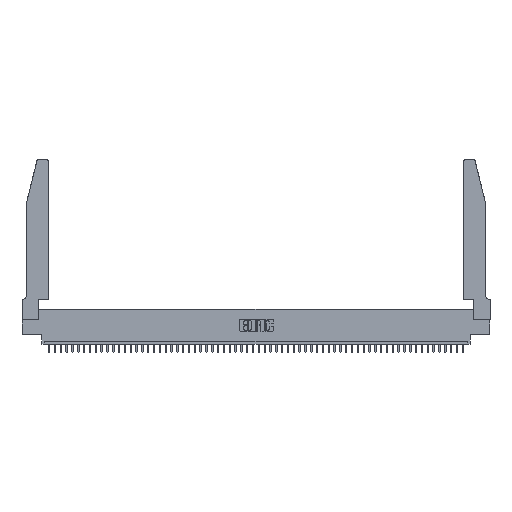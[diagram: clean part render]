
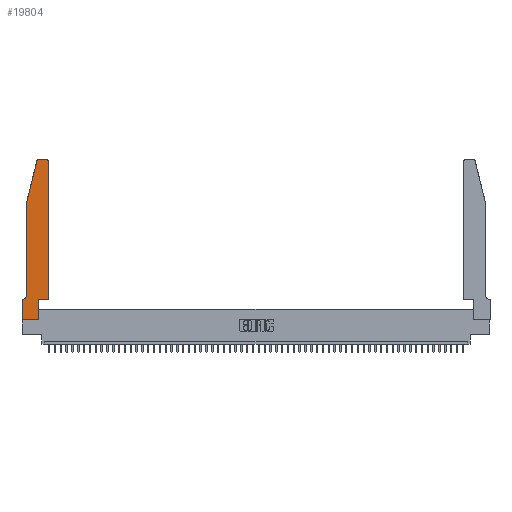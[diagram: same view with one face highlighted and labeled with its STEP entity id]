
A CAD part, top view. The second image highlights one B-rep face of the part: STEP entity #19804.
In plain terms, the highlighted planar face has unit normal (0, 0, 1).
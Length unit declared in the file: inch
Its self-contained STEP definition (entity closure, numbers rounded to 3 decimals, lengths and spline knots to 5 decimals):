
#93 = LINE ( 'NONE', #26156, #35906 ) ;
#1247 = DIRECTION ( 'NONE',  ( 0., 0., 1. ) ) ;
#1436 = AXIS2_PLACEMENT_3D ( 'NONE', #18258, #1247, #9856 ) ;
#2905 = CARTESIAN_POINT ( 'NONE',  ( 0.284, 2.72, 0.37 ) ) ;
#5079 = AXIS2_PLACEMENT_3D ( 'NONE', #8789, #21449, #13055 ) ;
#5969 = EDGE_CURVE ( 'NONE', #25539, #48212, #53868, .T. ) ;
#6406 = CARTESIAN_POINT ( 'NONE',  ( 0.2865, 0.35, 0.37 ) ) ;
#7918 = DIRECTION ( 'NONE',  ( 0., 0., 1. ) ) ;
#8351 = CARTESIAN_POINT ( 'NONE',  ( 0.0755, 2., 0.37 ) ) ;
#8789 = CARTESIAN_POINT ( 'NONE',  ( 0.4205, 2.72, 0.37 ) ) ;
#9856 = DIRECTION ( 'NONE',  ( 1., 0., 0. ) ) ;
#10462 = VECTOR ( 'NONE', #52129, 39.37008 ) ;
#10850 = LINE ( 'NONE', #31559, #31287 ) ;
#10959 = CARTESIAN_POINT ( 'NONE',  ( 0.284, 2.75, 0.37 ) ) ;
#11019 = LINE ( 'NONE', #27922, #41000 ) ;
#11030 = FACE_OUTER_BOUND ( 'NONE', #14987, .T. ) ;
#11073 = LINE ( 'NONE', #13046, #54348 ) ;
#11159 = ORIENTED_EDGE ( 'NONE', *, *, #33157, .T. ) ;
#11640 = ORIENTED_EDGE ( 'NONE', *, *, #35830, .T. ) ;
#11883 = EDGE_CURVE ( 'NONE', #32299, #20974, #36250, .T. ) ;
#12237 = DIRECTION ( 'NONE',  ( 0., 1., 0. ) ) ;
#12411 = CARTESIAN_POINT ( 'NONE',  ( 0.4505, 0.35, 0.37 ) ) ;
#12996 = CARTESIAN_POINT ( 'NONE',  ( 0.2865, 0., 0.37 ) ) ;
#13046 = CARTESIAN_POINT ( 'NONE',  ( 0.2605, 2.75, 0.37 ) ) ;
#13055 = DIRECTION ( 'NONE',  ( 1., 0., 0. ) ) ;
#13119 = LINE ( 'NONE', #17580, #15117 ) ;
#13859 = VERTEX_POINT ( 'NONE', #16490 ) ;
#14754 = CIRCLE ( 'NONE', #29533, 0.03 ) ;
#14770 = ORIENTED_EDGE ( 'NONE', *, *, #34705, .T. ) ;
#14987 = EDGE_LOOP ( 'NONE', ( #54803, #46653, #28195, #11159, #53149, #29774, #50823, #54752, #18502, #14770, #11640, #22267 ) ) ;
#15117 = VECTOR ( 'NONE', #21811, 39.37008 ) ;
#16490 = CARTESIAN_POINT ( 'NONE',  ( 0.0755, 2., 0.37 ) ) ;
#17309 = EDGE_CURVE ( 'NONE', #49737, #13859, #42003, .T. ) ;
#17580 = CARTESIAN_POINT ( 'NONE',  ( 0.2865, 0.35, 0.37 ) ) ;
#17593 = LINE ( 'NONE', #47139, #37589 ) ;
#18258 = CARTESIAN_POINT ( 'NONE',  ( 0., 0.35, 0.37 ) ) ;
#18502 = ORIENTED_EDGE ( 'NONE', *, *, #31626, .T. ) ;
#19804 = ADVANCED_FACE ( 'NONE', ( #11030 ), #43724, .T. ) ;
#20974 = VERTEX_POINT ( 'NONE', #32678 ) ;
#21284 = VECTOR ( 'NONE', #44396, 39.37008 ) ;
#21443 = DIRECTION ( 'NONE',  ( -1., 0., 0. ) ) ;
#21449 = DIRECTION ( 'NONE',  ( 0., 0., 1. ) ) ;
#21811 = DIRECTION ( 'NONE',  ( 0., 1., 0. ) ) ;
#22267 = ORIENTED_EDGE ( 'NONE', *, *, #5969, .T. ) ;
#23551 = EDGE_CURVE ( 'NONE', #48212, #53939, #11073, .T. ) ;
#24889 = DIRECTION ( 'NONE',  ( 0., 0., -1. ) ) ;
#24900 = EDGE_CURVE ( 'NONE', #28958, #30678, #17593, .T. ) ;
#25534 = VERTEX_POINT ( 'NONE', #6406 ) ;
#25539 = VERTEX_POINT ( 'NONE', #44976 ) ;
#25774 = LINE ( 'NONE', #30702, #10462 ) ;
#26156 = CARTESIAN_POINT ( 'NONE',  ( 0.4505, 0.35, 0.37 ) ) ;
#27573 = CARTESIAN_POINT ( 'NONE',  ( 0.25487, 2.72718, 0.37 ) ) ;
#27922 = CARTESIAN_POINT ( 'NONE',  ( 0.0755, 2., 0.37 ) ) ;
#28195 = ORIENTED_EDGE ( 'NONE', *, *, #17309, .T. ) ;
#28388 = DIRECTION ( 'NONE',  ( -1., 0., 0. ) ) ;
#28477 = EDGE_CURVE ( 'NONE', #20974, #28958, #10850, .T. ) ;
#28958 = VERTEX_POINT ( 'NONE', #45842 ) ;
#29533 = AXIS2_PLACEMENT_3D ( 'NONE', #2905, #7918, #49921 ) ;
#29774 = ORIENTED_EDGE ( 'NONE', *, *, #28477, .T. ) ;
#30577 = DIRECTION ( 'NONE',  ( 1., 0., 0. ) ) ;
#30678 = VERTEX_POINT ( 'NONE', #36521 ) ;
#30702 = CARTESIAN_POINT ( 'NONE',  ( 0., 0., 0.37 ) ) ;
#31287 = VECTOR ( 'NONE', #35845, 39.37008 ) ;
#31559 = CARTESIAN_POINT ( 'NONE',  ( 0.0755, 0.35, 0.37 ) ) ;
#31626 = EDGE_CURVE ( 'NONE', #50778, #25534, #13119, .T. ) ;
#32299 = VERTEX_POINT ( 'NONE', #45076 ) ;
#32678 = CARTESIAN_POINT ( 'NONE',  ( 0.0055, 0.35, 0.37 ) ) ;
#32762 = AXIS2_PLACEMENT_3D ( 'NONE', #50358, #24889, #28388 ) ;
#33157 = EDGE_CURVE ( 'NONE', #13859, #32299, #11019, .T. ) ;
#33967 = DIRECTION ( 'NONE',  ( 0., -1., 0. ) ) ;
#34705 = EDGE_CURVE ( 'NONE', #25534, #39385, #93, .T. ) ;
#35830 = EDGE_CURVE ( 'NONE', #39385, #25539, #48054, .T. ) ;
#35845 = DIRECTION ( 'NONE',  ( -1., 0., 0. ) ) ;
#35906 = VECTOR ( 'NONE', #30577, 39.37008 ) ;
#36250 = CIRCLE ( 'NONE', #32762, 0.07 ) ;
#36521 = CARTESIAN_POINT ( 'NONE',  ( 0., 0., 0.37 ) ) ;
#37589 = VECTOR ( 'NONE', #33967, 39.37008 ) ;
#39385 = VERTEX_POINT ( 'NONE', #48737 ) ;
#41000 = VECTOR ( 'NONE', #45107, 39.37008 ) ;
#42003 = LINE ( 'NONE', #8351, #21284 ) ;
#43724 = PLANE ( 'NONE',  #1436 ) ;
#44067 = VECTOR ( 'NONE', #12237, 39.37008 ) ;
#44396 = DIRECTION ( 'NONE',  ( -0.239, -0.971, 0. ) ) ;
#44976 = CARTESIAN_POINT ( 'NONE',  ( 0.4505, 2.72, 0.37 ) ) ;
#45076 = CARTESIAN_POINT ( 'NONE',  ( 0.0755, 0.42, 0.37 ) ) ;
#45107 = DIRECTION ( 'NONE',  ( 0., -1., 0. ) ) ;
#45842 = CARTESIAN_POINT ( 'NONE',  ( 0., 0.35, 0.37 ) ) ;
#46399 = CARTESIAN_POINT ( 'NONE',  ( 0.4205, 2.75, 0.37 ) ) ;
#46653 = ORIENTED_EDGE ( 'NONE', *, *, #49460, .T. ) ;
#47139 = CARTESIAN_POINT ( 'NONE',  ( 0., 0., 0.37 ) ) ;
#48054 = LINE ( 'NONE', #12411, #44067 ) ;
#48212 = VERTEX_POINT ( 'NONE', #46399 ) ;
#48737 = CARTESIAN_POINT ( 'NONE',  ( 0.4505, 0.35, 0.37 ) ) ;
#49460 = EDGE_CURVE ( 'NONE', #53939, #49737, #14754, .T. ) ;
#49737 = VERTEX_POINT ( 'NONE', #27573 ) ;
#49921 = DIRECTION ( 'NONE',  ( 1., 0., 0. ) ) ;
#50358 = CARTESIAN_POINT ( 'NONE',  ( 0.0055, 0.42, 0.37 ) ) ;
#50778 = VERTEX_POINT ( 'NONE', #12996 ) ;
#50823 = ORIENTED_EDGE ( 'NONE', *, *, #24900, .T. ) ;
#52129 = DIRECTION ( 'NONE',  ( 1., 0., 0. ) ) ;
#52517 = EDGE_CURVE ( 'NONE', #30678, #50778, #25774, .T. ) ;
#53149 = ORIENTED_EDGE ( 'NONE', *, *, #11883, .T. ) ;
#53868 = CIRCLE ( 'NONE', #5079, 0.03 ) ;
#53939 = VERTEX_POINT ( 'NONE', #10959 ) ;
#54348 = VECTOR ( 'NONE', #21443, 39.37008 ) ;
#54752 = ORIENTED_EDGE ( 'NONE', *, *, #52517, .T. ) ;
#54803 = ORIENTED_EDGE ( 'NONE', *, *, #23551, .T. ) ;
